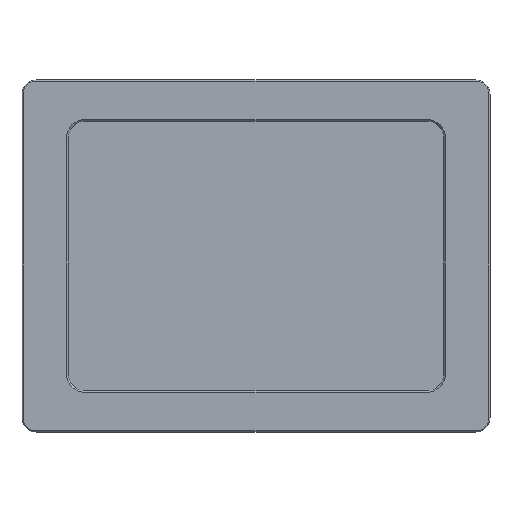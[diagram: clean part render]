
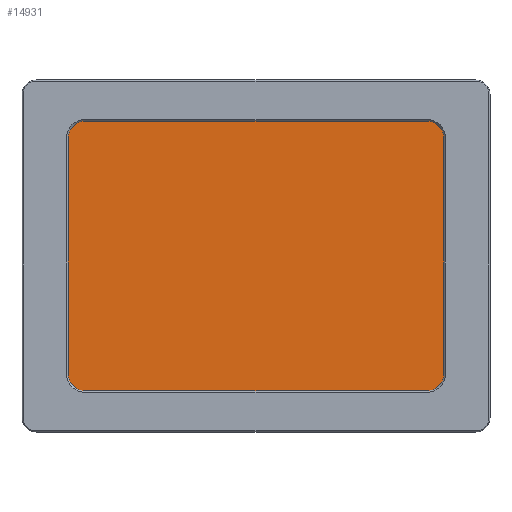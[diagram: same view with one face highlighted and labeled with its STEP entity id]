
A CAD part, top view. The second image highlights one B-rep face of the part: STEP entity #14931.
In plain terms, the highlighted planar face has unit normal (0, 0, 1).
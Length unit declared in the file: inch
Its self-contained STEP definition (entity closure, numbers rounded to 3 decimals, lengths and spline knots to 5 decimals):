
#290=PLANE('',#15810);
#955=FACE_OUTER_BOUND('',#1796,.T.);
#1796=EDGE_LOOP('',(#9914,#9915,#9916,#9917,#9918,#9919,#9920,#9921));
#2739=CIRCLE('',#15811,0.4185);
#2740=CIRCLE('',#15812,0.4185);
#2741=CIRCLE('',#15813,0.4185);
#2742=CIRCLE('',#15814,0.4185);
#3415=LINE('',#21471,#4835);
#3416=LINE('',#21475,#4836);
#3417=LINE('',#21479,#4837);
#3418=LINE('',#21482,#4838);
#4835=VECTOR('',#17102,0.3937);
#4836=VECTOR('',#17105,0.3937);
#4837=VECTOR('',#17108,0.3937);
#4838=VECTOR('',#17111,0.3937);
#6271=VERTEX_POINT('',#21467);
#6272=VERTEX_POINT('',#21468);
#6273=VERTEX_POINT('',#21470);
#6274=VERTEX_POINT('',#21472);
#6275=VERTEX_POINT('',#21474);
#6276=VERTEX_POINT('',#21476);
#6277=VERTEX_POINT('',#21478);
#6278=VERTEX_POINT('',#21480);
#7699=EDGE_CURVE('',#6271,#6272,#2739,.T.);
#7700=EDGE_CURVE('',#6273,#6271,#3415,.T.);
#7701=EDGE_CURVE('',#6274,#6273,#2740,.T.);
#7702=EDGE_CURVE('',#6275,#6274,#3416,.T.);
#7703=EDGE_CURVE('',#6276,#6275,#2741,.T.);
#7704=EDGE_CURVE('',#6277,#6276,#3417,.T.);
#7705=EDGE_CURVE('',#6278,#6277,#2742,.T.);
#7706=EDGE_CURVE('',#6272,#6278,#3418,.T.);
#9914=ORIENTED_EDGE('',*,*,#7699,.F.);
#9915=ORIENTED_EDGE('',*,*,#7700,.F.);
#9916=ORIENTED_EDGE('',*,*,#7701,.F.);
#9917=ORIENTED_EDGE('',*,*,#7702,.F.);
#9918=ORIENTED_EDGE('',*,*,#7703,.F.);
#9919=ORIENTED_EDGE('',*,*,#7704,.F.);
#9920=ORIENTED_EDGE('',*,*,#7705,.F.);
#9921=ORIENTED_EDGE('',*,*,#7706,.F.);
#14931=ADVANCED_FACE('',(#955),#290,.T.);
#15810=AXIS2_PLACEMENT_3D('',#21466,#17098,#17099);
#15811=AXIS2_PLACEMENT_3D('',#21469,#17100,#17101);
#15812=AXIS2_PLACEMENT_3D('',#21473,#17103,#17104);
#15813=AXIS2_PLACEMENT_3D('',#21477,#17106,#17107);
#15814=AXIS2_PLACEMENT_3D('',#21481,#17109,#17110);
#17098=DIRECTION('center_axis',(0.,0.,
1.));
#17099=DIRECTION('ref_axis',(1.,0.,0.));
#17100=DIRECTION('center_axis',(0.,0.,
-1.));
#17101=DIRECTION('ref_axis',(-1.,0.,0.));
#17102=DIRECTION('',(1.,0.,0.));
#17103=DIRECTION('center_axis',(0.,0.,
-1.));
#17104=DIRECTION('ref_axis',(0.,-1.,0.));
#17105=DIRECTION('',(0.,1.,0.));
#17106=DIRECTION('center_axis',(0.,0.,
-1.));
#17107=DIRECTION('ref_axis',(1.,0.,0.));
#17108=DIRECTION('',(-1.,0.,0.));
#17109=DIRECTION('center_axis',(0.,0.,
-1.));
#17110=DIRECTION('ref_axis',(0.,1.,0.));
#17111=DIRECTION('',(0.,-1.,0.));
#21466=CARTESIAN_POINT('Origin',(7.12773,4.51417,0.55437));
#21467=CARTESIAN_POINT('',(11.52404,7.96835,0.55437));
#21468=CARTESIAN_POINT('',(11.94254,7.54985,0.55437));
#21469=CARTESIAN_POINT('Origin',(11.52404,7.54985,0.55437));
#21470=CARTESIAN_POINT('',(2.73143,7.96835,0.55437));
#21471=CARTESIAN_POINT('',(4.92958,7.96835,0.55437));
#21472=CARTESIAN_POINT('',(2.31293,7.54985,0.55437));
#21473=CARTESIAN_POINT('Origin',(2.73143,7.54985,0.55437));
#21474=CARTESIAN_POINT('',(2.31293,1.4785,0.55437));
#21475=CARTESIAN_POINT('',(2.31293,2.99634,0.55437));
#21476=CARTESIAN_POINT('',(2.73143,1.06,0.55437));
#21477=CARTESIAN_POINT('Origin',(2.73143,1.4785,0.55437));
#21478=CARTESIAN_POINT('',(11.52404,1.06,0.55437));
#21479=CARTESIAN_POINT('',(9.32589,1.06,0.55437));
#21480=CARTESIAN_POINT('',(11.94254,1.4785,0.55437));
#21481=CARTESIAN_POINT('Origin',(11.52404,1.4785,0.55437));
#21482=CARTESIAN_POINT('',(11.94254,6.03201,0.55437));
